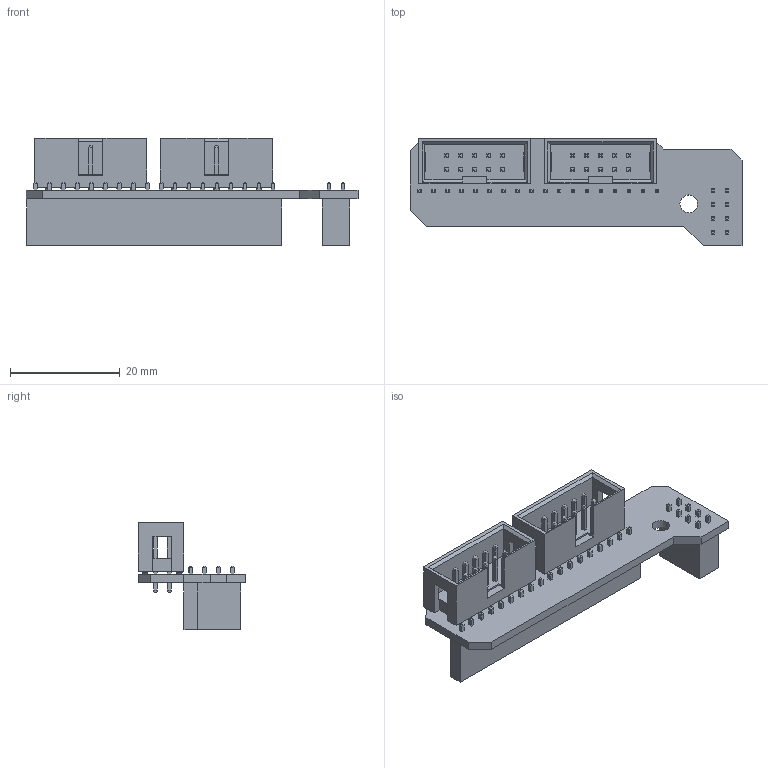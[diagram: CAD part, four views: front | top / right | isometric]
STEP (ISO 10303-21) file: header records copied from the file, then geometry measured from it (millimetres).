
FILE_DESCRIPTION( ( '' ), ' ' );
FILE_NAME( '5afb0e5ba5c19511d037ea07.step', '2018-05-15T16:44:14', ( '' ), ( '' ), ' ', ' ', ' ' );
FILE_SCHEMA( ( 'AUTOMOTIVE_DESIGN { 1 0 10303 214 1 1 1 1 }' ) );
Length unit declared in the file: metre
Products named in the file (2): Assem1; PCB_LCD
Assembly tree (1 placements, depth 2):
  Assem1
    PCB_LCD
Bounding box: 60.4 x 19.62 x 19.5 mm (x, y, z)
Volume: 4295.3 mm3; surface area: 6450.8 mm2
Topology: 1 solids, 1 shells, 1095 faces, 2541 edges, 1538 vertices
Faces by surface type: plane 1070, cylinder 13, bspline 12
Full cylindrical faces by diameter (mm): 1 x12, 3.2 x1
Entity records: 30176 total; most frequent: CARTESIAN_POINT 5476, ORIENTED_EDGE 5032, DIRECTION 4723, EDGE_CURVE 2516, LINE 2477, VECTOR 2477, VERTEX_POINT 1538, EDGE_LOOP 1280
